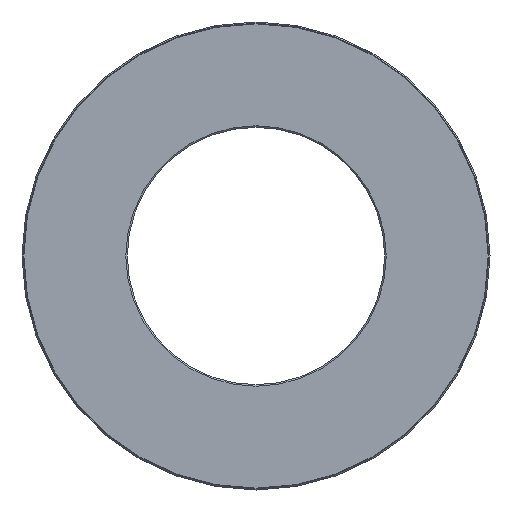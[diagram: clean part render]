
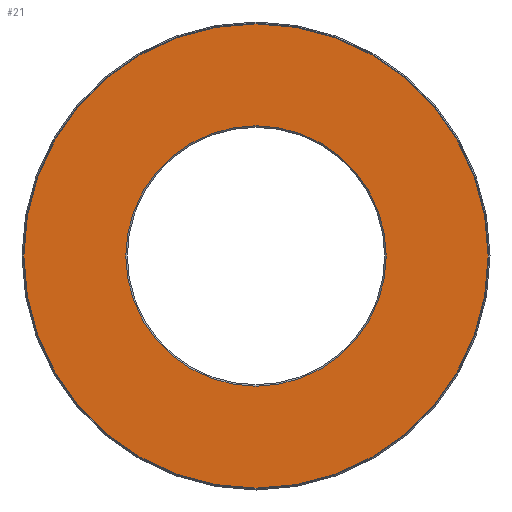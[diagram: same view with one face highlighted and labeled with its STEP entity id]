
A CAD part, front view. The second image highlights one B-rep face of the part: STEP entity #21.
In plain terms, the highlighted planar face has unit normal (0, -1, 0).
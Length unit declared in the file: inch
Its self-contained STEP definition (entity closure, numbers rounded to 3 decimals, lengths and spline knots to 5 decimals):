
#21 = ADVANCED_FACE ( 'NONE', ( #279, #352 ), #223, .F. ) ;
#52 = DIRECTION ( 'NONE',  ( 0., 0., 1. ) ) ;
#71 = DIRECTION ( 'NONE',  ( 0., 1., 0. ) ) ;
#145 = CIRCLE ( 'NONE', #187, 1.73875 ) ;
#174 = EDGE_LOOP ( 'NONE', ( #363 ) ) ;
#187 = AXIS2_PLACEMENT_3D ( 'NONE', #579, #393, #399 ) ;
#223 = PLANE ( 'NONE',  #257 ) ;
#257 = AXIS2_PLACEMENT_3D ( 'NONE', #319, #71, #52 ) ;
#272 = CARTESIAN_POINT ( 'NONE',  ( 0., 0., 1.73875 ) ) ;
#279 = FACE_OUTER_BOUND ( 'NONE', #174, .T. ) ;
#302 = VERTEX_POINT ( 'NONE', #357 ) ;
#305 = CARTESIAN_POINT ( 'NONE',  ( 0., 0., 0. ) ) ;
#319 = CARTESIAN_POINT ( 'NONE',  ( 0., 0., 0. ) ) ;
#325 = CIRCLE ( 'NONE', #328, 3.1 ) ;
#328 = AXIS2_PLACEMENT_3D ( 'NONE', #305, #576, #353 ) ;
#352 = FACE_BOUND ( 'NONE', #446, .T. ) ;
#353 = DIRECTION ( 'NONE',  ( 0., 0., 1. ) ) ;
#357 = CARTESIAN_POINT ( 'NONE',  ( 0., 0., 3.1 ) ) ;
#363 = ORIENTED_EDGE ( 'NONE', *, *, #535, .F. ) ;
#393 = DIRECTION ( 'NONE',  ( 0., 1., 0. ) ) ;
#399 = DIRECTION ( 'NONE',  ( 0., 0., 1. ) ) ;
#423 = EDGE_CURVE ( 'NONE', #520, #520, #145, .T. ) ;
#446 = EDGE_LOOP ( 'NONE', ( #523 ) ) ;
#520 = VERTEX_POINT ( 'NONE', #272 ) ;
#523 = ORIENTED_EDGE ( 'NONE', *, *, #423, .T. ) ;
#535 = EDGE_CURVE ( 'NONE', #302, #302, #325, .T. ) ;
#576 = DIRECTION ( 'NONE',  ( 0., 1., 0. ) ) ;
#579 = CARTESIAN_POINT ( 'NONE',  ( 0., 0., 0. ) ) ;
